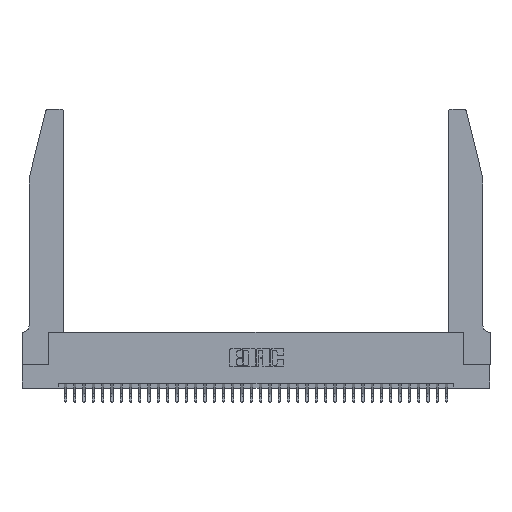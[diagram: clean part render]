
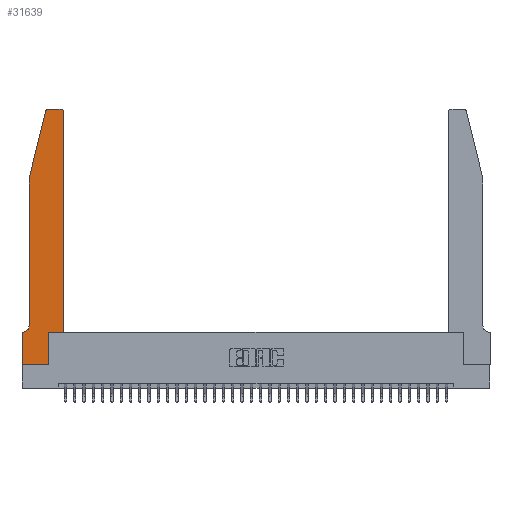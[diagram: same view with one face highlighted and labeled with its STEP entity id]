
A CAD part, top view. The second image highlights one B-rep face of the part: STEP entity #31639.
In plain terms, the highlighted planar face has unit normal (0, 0, 1).
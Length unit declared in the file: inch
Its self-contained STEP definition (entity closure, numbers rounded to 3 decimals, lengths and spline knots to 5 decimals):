
#495 = EDGE_CURVE ( 'NONE', #34063, #2962, #34647, .T. ) ;
#670 = VECTOR ( 'NONE', #29147, 39.37008 ) ;
#722 = VERTEX_POINT ( 'NONE', #37037 ) ;
#1237 = CARTESIAN_POINT ( 'NONE',  ( 0., 0., 0.37 ) ) ;
#1530 = VERTEX_POINT ( 'NONE', #5809 ) ;
#2574 = VECTOR ( 'NONE', #33567, 39.37008 ) ;
#2917 = EDGE_CURVE ( 'NONE', #1530, #30611, #22067, .T. ) ;
#2962 = VERTEX_POINT ( 'NONE', #10586 ) ;
#3462 = CARTESIAN_POINT ( 'NONE',  ( 0.0755, 0.42, 0.37 ) ) ;
#4304 = DIRECTION ( 'NONE',  ( 1., 0., 0. ) ) ;
#4688 = DIRECTION ( 'NONE',  ( 0., 0., 1. ) ) ;
#4913 = AXIS2_PLACEMENT_3D ( 'NONE', #13284, #31166, #36606 ) ;
#5809 = CARTESIAN_POINT ( 'NONE',  ( 0.0755, 2., 0.37 ) ) ;
#5895 = CARTESIAN_POINT ( 'NONE',  ( 0., 0., 0.37 ) ) ;
#6249 = LINE ( 'NONE', #17851, #37420 ) ;
#6757 = ORIENTED_EDGE ( 'NONE', *, *, #33740, .T. ) ;
#7087 = EDGE_CURVE ( 'NONE', #35804, #34063, #29679, .T. ) ;
#7709 = LINE ( 'NONE', #15393, #36117 ) ;
#7955 = VERTEX_POINT ( 'NONE', #21515 ) ;
#8176 = VERTEX_POINT ( 'NONE', #1237 ) ;
#8232 = AXIS2_PLACEMENT_3D ( 'NONE', #36778, #31202, #22150 ) ;
#8331 = DIRECTION ( 'NONE',  ( 0., -1., 0. ) ) ;
#8346 = ORIENTED_EDGE ( 'NONE', *, *, #37743, .T. ) ;
#8541 = DIRECTION ( 'NONE',  ( -1., 0., 0. ) ) ;
#9750 = ORIENTED_EDGE ( 'NONE', *, *, #14372, .T. ) ;
#10320 = CARTESIAN_POINT ( 'NONE',  ( 0.0755, 2., 0.37 ) ) ;
#10372 = AXIS2_PLACEMENT_3D ( 'NONE', #11560, #22974, #32006 ) ;
#10586 = CARTESIAN_POINT ( 'NONE',  ( 0.4505, 2.72, 0.37 ) ) ;
#10754 = LINE ( 'NONE', #5895, #27180 ) ;
#10766 = ORIENTED_EDGE ( 'NONE', *, *, #21289, .T. ) ;
#11560 = CARTESIAN_POINT ( 'NONE',  ( 0.0055, 0.42, 0.37 ) ) ;
#12087 = CIRCLE ( 'NONE', #8232, 0.03 ) ;
#12182 = LINE ( 'NONE', #20769, #26793 ) ;
#12607 = ORIENTED_EDGE ( 'NONE', *, *, #27113, .T. ) ;
#13251 = PLANE ( 'NONE',  #36761 ) ;
#13284 = CARTESIAN_POINT ( 'NONE',  ( 0.4205, 2.72, 0.37 ) ) ;
#13398 = DIRECTION ( 'NONE',  ( 1., 0., 0. ) ) ;
#14372 = EDGE_CURVE ( 'NONE', #30611, #34620, #36979, .T. ) ;
#14455 = CARTESIAN_POINT ( 'NONE',  ( 0.4505, 0.35, 0.37 ) ) ;
#14660 = CARTESIAN_POINT ( 'NONE',  ( 0., 0.35, 0.37 ) ) ;
#14768 = ORIENTED_EDGE ( 'NONE', *, *, #495, .T. ) ;
#14824 = ORIENTED_EDGE ( 'NONE', *, *, #7087, .T. ) ;
#14987 = DIRECTION ( 'NONE',  ( 0., 1., 0. ) ) ;
#15113 = EDGE_LOOP ( 'NONE', ( #33037, #8346, #12607, #21190, #9750, #6757, #19404, #26014, #34965, #14824, #14768, #10766 ) ) ;
#15393 = CARTESIAN_POINT ( 'NONE',  ( 0.2605, 2.75, 0.37 ) ) ;
#16526 = CARTESIAN_POINT ( 'NONE',  ( 0.25487, 2.72718, 0.37 ) ) ;
#17083 = CARTESIAN_POINT ( 'NONE',  ( 0.4505, 0.35, 0.37 ) ) ;
#17340 = EDGE_CURVE ( 'NONE', #8176, #29161, #6249, .T. ) ;
#17511 = VECTOR ( 'NONE', #36586, 39.37008 ) ;
#17851 = CARTESIAN_POINT ( 'NONE',  ( 0., 0., 0.37 ) ) ;
#19404 = ORIENTED_EDGE ( 'NONE', *, *, #27996, .T. ) ;
#20769 = CARTESIAN_POINT ( 'NONE',  ( 0.2865, 0.35, 0.37 ) ) ;
#20878 = CARTESIAN_POINT ( 'NONE',  ( 0.0755, 2., 0.37 ) ) ;
#21190 = ORIENTED_EDGE ( 'NONE', *, *, #2917, .T. ) ;
#21289 = EDGE_CURVE ( 'NONE', #2962, #722, #31029, .T. ) ;
#21515 = CARTESIAN_POINT ( 'NONE',  ( 0.284, 2.75, 0.37 ) ) ;
#21763 = CARTESIAN_POINT ( 'NONE',  ( 0.2865, 0.35, 0.37 ) ) ;
#22067 = LINE ( 'NONE', #10320, #17511 ) ;
#22150 = DIRECTION ( 'NONE',  ( 1., 0., 0. ) ) ;
#22212 = CARTESIAN_POINT ( 'NONE',  ( 0., 0.35, 0.37 ) ) ;
#22974 = DIRECTION ( 'NONE',  ( 0., 0., -1. ) ) ;
#24836 = CARTESIAN_POINT ( 'NONE',  ( 0.4505, 0.35, 0.37 ) ) ;
#25515 = EDGE_CURVE ( 'NONE', #722, #7955, #7709, .T. ) ;
#26014 = ORIENTED_EDGE ( 'NONE', *, *, #17340, .T. ) ;
#26432 = FACE_OUTER_BOUND ( 'NONE', #15113, .T. ) ;
#26793 = VECTOR ( 'NONE', #14987, 39.37008 ) ;
#26997 = DIRECTION ( 'NONE',  ( -1., 0., 0. ) ) ;
#27026 = EDGE_CURVE ( 'NONE', #29161, #35804, #12182, .T. ) ;
#27113 = EDGE_CURVE ( 'NONE', #35946, #1530, #32724, .T. ) ;
#27180 = VECTOR ( 'NONE', #8331, 39.37008 ) ;
#27996 = EDGE_CURVE ( 'NONE', #35411, #8176, #10754, .T. ) ;
#28558 = VECTOR ( 'NONE', #8541, 39.37008 ) ;
#29147 = DIRECTION ( 'NONE',  ( -0.239, -0.971, 0. ) ) ;
#29161 = VERTEX_POINT ( 'NONE', #33163 ) ;
#29679 = LINE ( 'NONE', #17083, #37565 ) ;
#30611 = VERTEX_POINT ( 'NONE', #3462 ) ;
#31029 = CIRCLE ( 'NONE', #4913, 0.03 ) ;
#31166 = DIRECTION ( 'NONE',  ( 0., 0., 1. ) ) ;
#31202 = DIRECTION ( 'NONE',  ( 0., 0., 1. ) ) ;
#31639 = ADVANCED_FACE ( 'NONE', ( #26432 ), #13251, .T. ) ;
#32006 = DIRECTION ( 'NONE',  ( -1., 0., 0. ) ) ;
#32266 = CARTESIAN_POINT ( 'NONE',  ( 0.0755, 0.35, 0.37 ) ) ;
#32724 = LINE ( 'NONE', #20878, #670 ) ;
#33015 = DIRECTION ( 'NONE',  ( 1., 0., 0. ) ) ;
#33037 = ORIENTED_EDGE ( 'NONE', *, *, #25515, .T. ) ;
#33163 = CARTESIAN_POINT ( 'NONE',  ( 0.2865, 0., 0.37 ) ) ;
#33235 = CARTESIAN_POINT ( 'NONE',  ( 0.0055, 0.35, 0.37 ) ) ;
#33567 = DIRECTION ( 'NONE',  ( 0., 1., 0. ) ) ;
#33740 = EDGE_CURVE ( 'NONE', #34620, #35411, #34065, .T. ) ;
#34063 = VERTEX_POINT ( 'NONE', #24836 ) ;
#34065 = LINE ( 'NONE', #32266, #28558 ) ;
#34620 = VERTEX_POINT ( 'NONE', #33235 ) ;
#34647 = LINE ( 'NONE', #14455, #2574 ) ;
#34965 = ORIENTED_EDGE ( 'NONE', *, *, #27026, .T. ) ;
#35411 = VERTEX_POINT ( 'NONE', #14660 ) ;
#35804 = VERTEX_POINT ( 'NONE', #21763 ) ;
#35946 = VERTEX_POINT ( 'NONE', #16526 ) ;
#36117 = VECTOR ( 'NONE', #26997, 39.37008 ) ;
#36586 = DIRECTION ( 'NONE',  ( 0., -1., 0. ) ) ;
#36606 = DIRECTION ( 'NONE',  ( 1., 0., 0. ) ) ;
#36761 = AXIS2_PLACEMENT_3D ( 'NONE', #22212, #4688, #4304 ) ;
#36778 = CARTESIAN_POINT ( 'NONE',  ( 0.284, 2.72, 0.37 ) ) ;
#36979 = CIRCLE ( 'NONE', #10372, 0.07 ) ;
#37037 = CARTESIAN_POINT ( 'NONE',  ( 0.4205, 2.75, 0.37 ) ) ;
#37420 = VECTOR ( 'NONE', #33015, 39.37008 ) ;
#37565 = VECTOR ( 'NONE', #13398, 39.37008 ) ;
#37743 = EDGE_CURVE ( 'NONE', #7955, #35946, #12087, .T. ) ;
